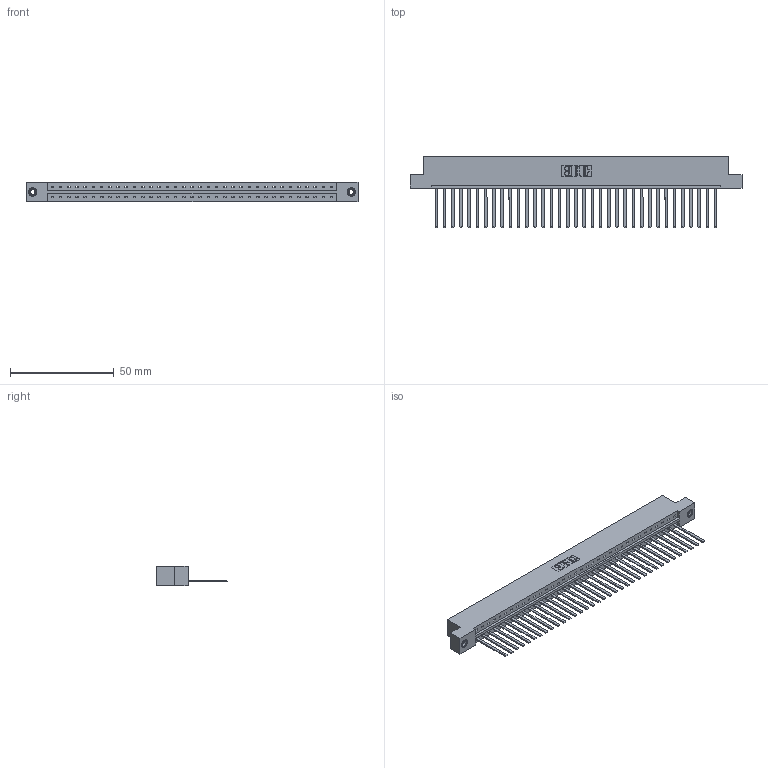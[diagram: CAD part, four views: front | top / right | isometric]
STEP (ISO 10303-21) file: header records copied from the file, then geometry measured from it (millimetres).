
FILE_DESCRIPTION (( 'STEP AP203' ), '1' );
FILE_NAME ('833-035-544-108.STEP', '2020-06-03T00:58:54', ( '' ), ( '' ), 'SwSTEP 2.0', 'SolidWorks 2020', '' );
FILE_SCHEMA (( 'CONFIG_CONTROL_DESIGN' ));
Length unit declared in the file: inch
Products named in the file (4): 833-035-544-108; 345-250-001_345-250-003-102; 345-292-001_345-293-144; 833 Part_Flush - .156 Dia - TI
Assembly tree (38 placements, depth 2):
  833-035-544-108
    833 Part_Flush - .156 Dia - TI
    345-292-001_345-293-144  x35
    345-250-001_345-250-003-102  x2
Bounding box: 160.22 x 34.3 x 9.4 mm (x, y, z)
Volume: 16461.6 mm3; surface area: 19109.3 mm2
Topology: 38 solids, 38 shells, 1994 faces, 5977 edges, 3930 vertices
Faces by surface type: plane 1432, cylinder 546, cone 12, torus 4
Entity records: 23304 total; most frequent: CARTESIAN_POINT 4002, ORIENTED_EDGE 3966, DIRECTION 3419, EDGE_CURVE 1983, LINE 1839, VECTOR 1839, VERTEX_POINT 1316, AXIS2_PLACEMENT_3D 790
